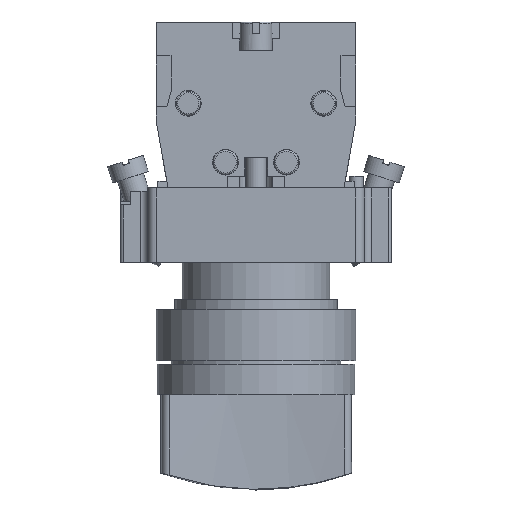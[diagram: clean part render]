
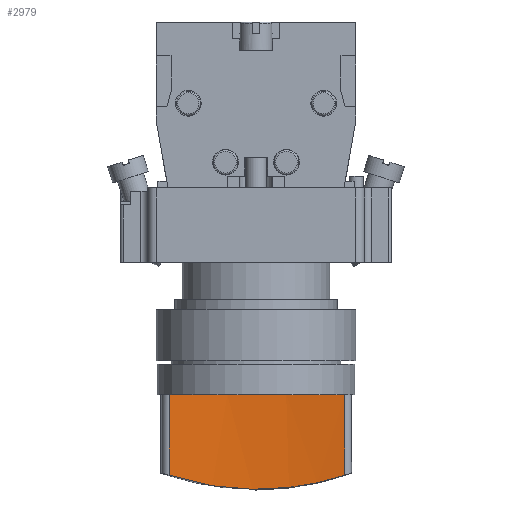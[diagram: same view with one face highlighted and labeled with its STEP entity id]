
A CAD part, front view. The second image highlights one B-rep face of the part: STEP entity #2979.
In plain terms, the highlighted cylindrical face has radius 80.367 mm (diameter 160.734 mm), a partial arc.
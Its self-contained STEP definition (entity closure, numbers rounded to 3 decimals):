
#2979=ADVANCED_FACE('',(#8433),#8435,.F.);
#8433=FACE_BOUND('',#8434,.T.);
#8434=EDGE_LOOP('',(#12780,#12781,#12782,#12783));
#8435=CYLINDRICAL_SURFACE('',#8436,80.367);
#8436=AXIS2_PLACEMENT_3D('',#8437,#8438,#8439);
#8437=CARTESIAN_POINT('',(-83.559,27.7,0.));
#8438=DIRECTION('',(0.,1.,0.));
#8439=DIRECTION('',(0.,0.,1.));
#12780=ORIENTED_EDGE('',*,*,#15422,.T.);
#12781=ORIENTED_EDGE('',*,*,#15432,.T.);
#12782=ORIENTED_EDGE('',*,*,#15429,.F.);
#12783=ORIENTED_EDGE('',*,*,#15408,.T.);
#15408=EDGE_CURVE('',#17694,#17692,#17695,.T.);
#15422=EDGE_CURVE('',#17692,#17717,#17719,.T.);
#15429=EDGE_CURVE('',#17694,#17730,#17731,.T.);
#15432=EDGE_CURVE('',#17717,#17730,#17735,.T.);
#17692=VERTEX_POINT('',#22743);
#17694=VERTEX_POINT('',#22748);
#17695=CIRCLE('',#22749,80.367);
#17717=VERTEX_POINT('',#22817);
#17719=LINE('',#22834,#22835);
#17730=VERTEX_POINT('',#22871);
#17731=LINE('',#22872,#22873);
#17735=B_SPLINE_CURVE_WITH_KNOTS('',3,
(#22899,#22900,#22901,#22902,#22903,#22904,#22905,#22906,#22907,#22908,#22909,#22910,
#22911,#22912,#22913,#22914,#22915,#22916,#22917,#22918,#22919,#22920,#22921,#22922,
#22923,#22924,#22925,#22926,#22927,#22928,#22929,#22930,#22931,#22932,#22933,#22934,
#22935,#22936,#22937,#22938,#22939,#22940),
.UNSPECIFIED.,.F.,.F.,
(4,1,1,1,1,1,1,1,1,1,1,1,1,1,1,1,1,1,1,1,1,1,1,1,1,1,1,1,1,1,1,1,1,1,1,1,1,1,1,4),
(0.,0.029,0.057,0.086,0.115,0.144,
0.172,0.201,0.23,0.259,0.288,
0.317,0.346,0.375,0.414,0.453,
0.492,0.5,0.521,0.55,0.578,
0.606,0.634,0.66,0.695,0.728,
0.761,0.783,0.806,0.826,0.846,
0.865,0.884,0.902,0.92,0.936,
0.953,0.969,0.985,1.),
.UNSPECIFIED.);
#22743=CARTESIAN_POINT('',(-4.25,27.7,13.));
#22748=CARTESIAN_POINT('',(-4.25,27.7,-13.));
#22749=AXIS2_PLACEMENT_3D('',#22750,#22751,#22752);
#22750=CARTESIAN_POINT('',(-83.559,27.7,0.));
#22751=DIRECTION('',(0.,-1.,0.));
#22752=DIRECTION('',(0.987,0.,-0.162));
#22817=CARTESIAN_POINT('',(-4.25,39.622,13.));
#22834=CARTESIAN_POINT('',(-4.25,27.7,13.));
#22835=VECTOR('',#22836,1.);
#22836=DIRECTION('',(0.,1.,0.));
#22871=CARTESIAN_POINT('',(-4.25,39.622,-13.));
#22872=CARTESIAN_POINT('',(-4.25,27.7,-13.));
#22873=VECTOR('',#22874,1.);
#22874=DIRECTION('',(0.,1.,0.));
#22899=CARTESIAN_POINT('',(-4.25,39.622,13.));
#22900=CARTESIAN_POINT('',(-4.211,39.7,12.762));
#22901=CARTESIAN_POINT('',(-4.135,39.852,12.283));
#22902=CARTESIAN_POINT('',(-4.026,40.068,11.56));
#22903=CARTESIAN_POINT('',(-3.924,40.271,10.83));
#22904=CARTESIAN_POINT('',(-3.827,40.461,10.097));
#22905=CARTESIAN_POINT('',(-3.737,40.638,9.36));
#22906=CARTESIAN_POINT('',(-3.654,40.802,8.618));
#22907=CARTESIAN_POINT('',(-3.577,40.953,7.872));
#22908=CARTESIAN_POINT('',(-3.507,41.09,7.122));
#22909=CARTESIAN_POINT('',(-3.443,41.213,6.369));
#22910=CARTESIAN_POINT('',(-3.387,41.323,5.612));
#22911=CARTESIAN_POINT('',(-3.337,41.419,4.852));
#22912=CARTESIAN_POINT('',(-3.294,41.502,4.088));
#22913=CARTESIAN_POINT('',(-3.255,41.578,3.234));
#22914=CARTESIAN_POINT('',(-3.222,41.641,2.291));
#22915=CARTESIAN_POINT('',(-3.199,41.685,1.258));
#22916=CARTESIAN_POINT('',(-3.192,41.699,0.494));
#22917=CARTESIAN_POINT('',(-3.191,41.7,-0.11));
#22918=CARTESIAN_POINT('',(-3.193,41.697,-0.623));
#22919=CARTESIAN_POINT('',(-3.201,41.682,-1.313));
#22920=CARTESIAN_POINT('',(-3.217,41.651,-2.069));
#22921=CARTESIAN_POINT('',(-3.24,41.607,-2.81));
#22922=CARTESIAN_POINT('',(-3.268,41.552,-3.536));
#22923=CARTESIAN_POINT('',(-3.306,41.479,-4.317));
#22924=CARTESIAN_POINT('',(-3.355,41.384,-5.151));
#22925=CARTESIAN_POINT('',(-3.417,41.265,-6.03));
#22926=CARTESIAN_POINT('',(-3.479,41.144,-6.802));
#22927=CARTESIAN_POINT('',(-3.539,41.026,-7.472));
#22928=CARTESIAN_POINT('',(-3.594,40.919,-8.039));
#22929=CARTESIAN_POINT('',(-3.651,40.809,-8.582));
#22930=CARTESIAN_POINT('',(-3.708,40.697,-9.096));
#22931=CARTESIAN_POINT('',(-3.766,40.583,-9.592));
#22932=CARTESIAN_POINT('',(-3.824,40.467,-10.067));
#22933=CARTESIAN_POINT('',(-3.884,40.35,-10.529));
#22934=CARTESIAN_POINT('',(-3.944,40.232,-10.972));
#22935=CARTESIAN_POINT('',(-4.004,40.112,-11.402));
#22936=CARTESIAN_POINT('',(-4.065,39.991,-11.818));
#22937=CARTESIAN_POINT('',(-4.126,39.869,-12.224));
#22938=CARTESIAN_POINT('',(-4.188,39.746,-12.616));
#22939=CARTESIAN_POINT('',(-4.229,39.663,-12.873));
#22940=CARTESIAN_POINT('',(-4.25,39.622,-13.));
